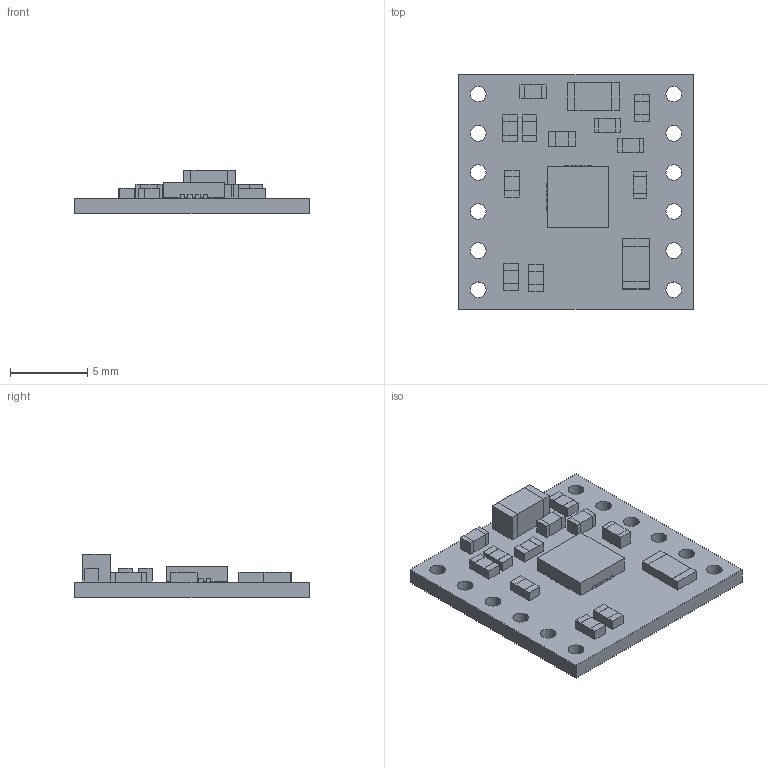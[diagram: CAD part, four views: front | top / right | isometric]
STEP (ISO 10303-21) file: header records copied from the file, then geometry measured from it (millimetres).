
FILE_DESCRIPTION (( 'STEP AP214' ), '1' );
FILE_NAME ('drv8801-single-brushed-dc-motor-driver-carrier.STEP', '2017-06-27T18:00:04', ( '' ), ( '' ), 'SwSTEP 2.0', 'SolidWorks 2016', '' );
FILE_SCHEMA (( 'AUTOMOTIVE_DESIGN' ));
Length unit declared in the file: millimetre
Products named in the file (1): drv8801-single-brushed-dc-motor-driver-carrier
Bounding box: 15.24 x 15.24 x 2.82 mm (x, y, z)
Volume: 269.8 mm3; surface area: 658.5 mm2
Topology: 1 solids, 1 shells, 613 faces, 1713 edges, 1136 vertices
Faces by surface type: plane 445, bspline 144, cylinder 24
Entity records: 31140 total; most frequent: CARTESIAN_POINT 9435, ORIENTED_EDGE 3426, DIRECTION 2413, EDGE_CURVE 1713, LINE 1377, VECTOR 1377, VERTEX_POINT 1136, EDGE_LOOP 701
